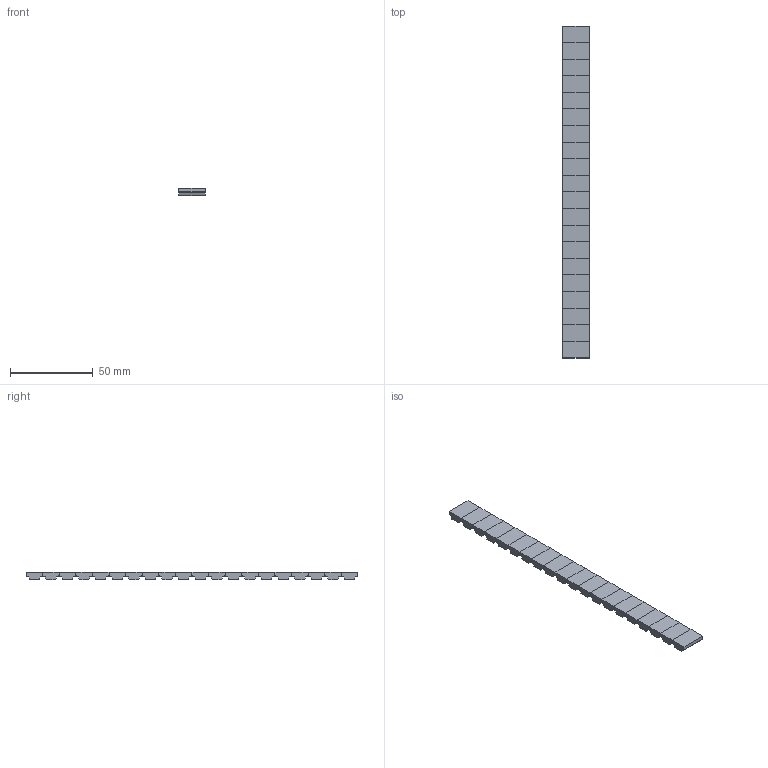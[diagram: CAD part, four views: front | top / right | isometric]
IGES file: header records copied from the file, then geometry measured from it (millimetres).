
Global section: file name: 801016.stp.ipt; native system: Autodesk Inventor 2014; preprocessor: unknown; author: zeman; date: 20151016.131543; units: millimetre
Bounding box: 16 x 200 x 4.5 mm (x, y, z)
Volume: 11885.9 mm3; surface area: 10154.5 mm2
Topology: 20 solids, 20 shells, 320 faces, 840 edges, 560 vertices
Faces by surface type: plane 160, revolution 120, cylinder 40
